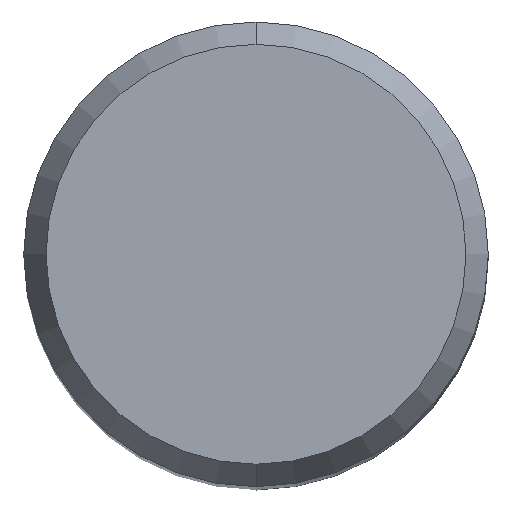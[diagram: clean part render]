
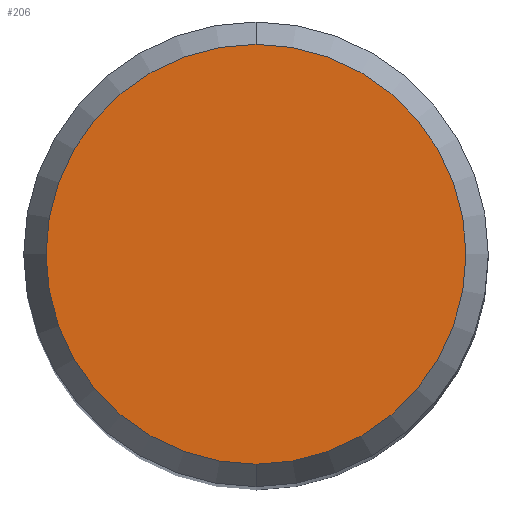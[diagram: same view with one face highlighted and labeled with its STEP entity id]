
A CAD part, top view. The second image highlights one B-rep face of the part: STEP entity #206.
In plain terms, the highlighted planar face has unit normal (0, 0, 1).
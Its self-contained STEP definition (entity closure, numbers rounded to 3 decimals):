
#134=VERTEX_POINT('',#275);
#170=EDGE_CURVE('',#188,#134,#317,.T.);
#188=VERTEX_POINT('',#339);
#192=EDGE_CURVE('',#134,#188,#343,.T.);
#206=ADVANCED_FACE('',(#358),#359,.T.);
#275=CARTESIAN_POINT('',(0.0,4.304,0.01));
#317=CIRCLE('',#485,4.304);
#339=CARTESIAN_POINT('',(0.,-4.304,0.01));
#343=CIRCLE('',#516,4.304);
#358=FACE_OUTER_BOUND('',#536,.T.);
#359=PLANE('',#537);
#485=AXIS2_PLACEMENT_3D('',#662,#663,#664);
#516=AXIS2_PLACEMENT_3D('',#689,#690,#691);
#536=EDGE_LOOP('',(#706,#707));
#537=AXIS2_PLACEMENT_3D('',#708,#709,#710);
#662=CARTESIAN_POINT('',(0.0,0.0,0.01));
#663=DIRECTION('',(0.0,0.0,-1.0));
#664=DIRECTION('',(0.0,1.0,0.0));
#689=CARTESIAN_POINT('',(0.0,0.0,0.01));
#690=DIRECTION('',(0.0,0.0,-1.0));
#691=DIRECTION('',(0.0,1.0,0.0));
#706=ORIENTED_EDGE('',*,*,#192,.F.);
#707=ORIENTED_EDGE('',*,*,#170,.F.);
#708=CARTESIAN_POINT('',(0.0,2.152,0.01));
#709=DIRECTION('',(-0.0,0.0,1.0));
#710=DIRECTION('',(0.0,-1.0,0.0));
